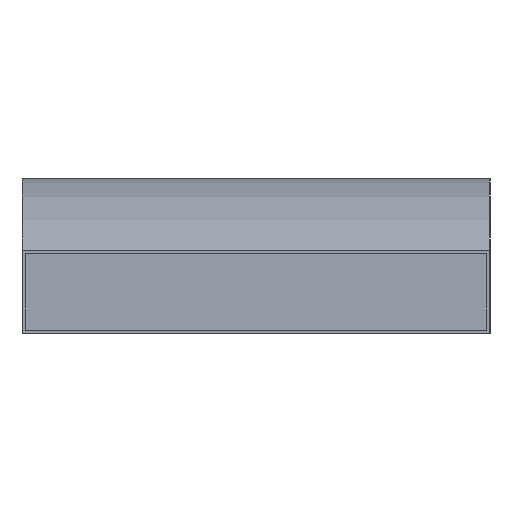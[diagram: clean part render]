
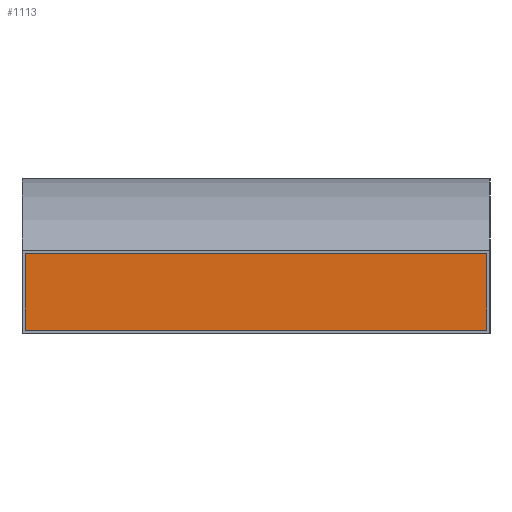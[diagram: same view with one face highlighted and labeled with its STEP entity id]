
A CAD part, left-side view. The second image highlights one B-rep face of the part: STEP entity #1113.
In plain terms, the highlighted planar face has unit normal (-1, 0, 0).
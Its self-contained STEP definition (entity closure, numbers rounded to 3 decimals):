
#119=FACE_OUTER_BOUND('',#177,.T.);
#177=EDGE_LOOP('',(#831,#832,#833,#834));
#275=LINE('',#1705,#399);
#276=LINE('',#1707,#400);
#277=LINE('',#1709,#401);
#278=LINE('',#1710,#402);
#399=VECTOR('',#1399,10.);
#400=VECTOR('',#1400,10.);
#401=VECTOR('',#1401,10.);
#402=VECTOR('',#1402,10.);
#523=VERTEX_POINT('',#1703);
#524=VERTEX_POINT('',#1704);
#525=VERTEX_POINT('',#1706);
#526=VERTEX_POINT('',#1708);
#651=EDGE_CURVE('',#523,#524,#275,.T.);
#652=EDGE_CURVE('',#524,#525,#276,.T.);
#653=EDGE_CURVE('',#525,#526,#277,.T.);
#654=EDGE_CURVE('',#526,#523,#278,.T.);
#831=ORIENTED_EDGE('',*,*,#651,.T.);
#832=ORIENTED_EDGE('',*,*,#652,.T.);
#833=ORIENTED_EDGE('',*,*,#653,.T.);
#834=ORIENTED_EDGE('',*,*,#654,.T.);
#1059=PLANE('',#1209);
#1113=ADVANCED_FACE('',(#119),#1059,.T.);
#1209=AXIS2_PLACEMENT_3D('',#1702,#1397,#1398);
#1397=DIRECTION('center_axis',(-1.,0.,0.));
#1398=DIRECTION('ref_axis',(0.,0.,1.));
#1399=DIRECTION('',(0.,0.,-1.));
#1400=DIRECTION('',(0.,-1.,0.));
#1401=DIRECTION('',(0.,0.,1.));
#1402=DIRECTION('',(0.,1.,0.));
#1702=CARTESIAN_POINT('Origin',(-116.501,30.2,-12.65));
#1703=CARTESIAN_POINT('',(-116.501,30.,2.5));
#1704=CARTESIAN_POINT('',(-116.501,30.,-2.5));
#1705=CARTESIAN_POINT('',(-116.501,30.,-5.113));
#1706=CARTESIAN_POINT('',(-116.501,0.,-2.5));
#1707=CARTESIAN_POINT('',(-116.501,15.1,-2.5));
#1708=CARTESIAN_POINT('',(-116.501,0.,2.5));
#1709=CARTESIAN_POINT('',(-116.501,0.,-5.113));
#1710=CARTESIAN_POINT('',(-116.501,15.1,2.5));
